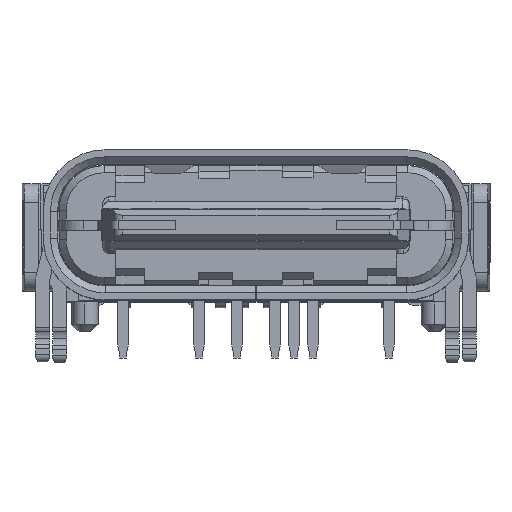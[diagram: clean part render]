
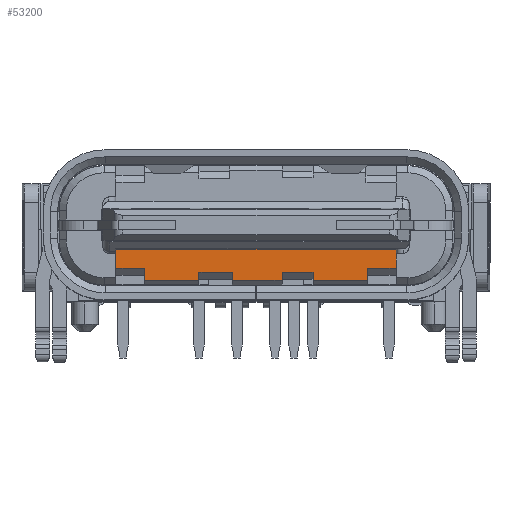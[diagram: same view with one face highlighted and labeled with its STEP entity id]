
A CAD part, top view. The second image highlights one B-rep face of the part: STEP entity #53200.
In plain terms, the highlighted face is planar.
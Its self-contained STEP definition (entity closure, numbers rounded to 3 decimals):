
#5890=CARTESIAN_POINT('',(-0.717,-0.319,
4.55));
#5900=VERTEX_POINT('',#5890);
#5930=CARTESIAN_POINT('',(0.,-0.319,4.55));
#5940=DIRECTION('',(-1.,0.,0.));
#5950=VECTOR('',#5940,1.);
#5960=LINE('',#5930,#5950);
#5970=CARTESIAN_POINT('',(-1.367,-0.319,
4.55));
#5980=VERTEX_POINT('',#5970);
#5990=EDGE_CURVE('',#5900,#5980,#5960,.T.);
#9770=CARTESIAN_POINT('',(-2.512,-0.239,
4.55));
#9780=VERTEX_POINT('',#9770);
#9830=CARTESIAN_POINT('',(0.,-0.239,4.55));
#9840=DIRECTION('',(-1.,0.,0.));
#9850=VECTOR('',#9840,1.);
#9860=LINE('',#9830,#9850);
#9870=CARTESIAN_POINT('',(-3.117,-0.239,
4.55));
#9880=VERTEX_POINT('',#9870);
#9890=EDGE_CURVE('',#9780,#9880,#9860,.T.);
#11180=CARTESIAN_POINT('',(1.033,-0.319,
4.55));
#11190=VERTEX_POINT('',#11180);
#11220=CARTESIAN_POINT('',(0.333,-0.319,
4.55));
#11230=VERTEX_POINT('',#11220);
#11240=EDGE_CURVE('',#11190,#11230,#5960,.T.);
#14870=CARTESIAN_POINT('',(-3.117,0.166,
4.55));
#14880=VERTEX_POINT('',#14870);
#14910=CARTESIAN_POINT('',(0.,0.166,4.55));
#14920=DIRECTION('',(1.,0.,0.));
#14930=VECTOR('',#14920,1.);
#14940=LINE('',#14910,#14930);
#14950=CARTESIAN_POINT('',(2.783,0.166,4.55
));
#14960=VERTEX_POINT('',#14950);
#14970=EDGE_CURVE('',#14880,#14960,#14940,.T.);
#34980=CARTESIAN_POINT('',(2.783,0.,4.55));
#34990=DIRECTION('',(0.,1.,0.));
#35000=VECTOR('',#34990,1.);
#35010=LINE('',#34980,#35000);
#35020=CARTESIAN_POINT('',(2.783,-0.239,
4.55));
#35030=VERTEX_POINT('',#35020);
#35040=EDGE_CURVE('',#35030,#14960,#35010,.T.);
#37060=CARTESIAN_POINT('',(-3.117,0.,4.55));
#37070=DIRECTION('',(0.,-1.,0.));
#37080=VECTOR('',#37070,1.);
#37090=LINE('',#37060,#37080);
#37100=EDGE_CURVE('',#14880,#9880,#37090,.T.);
#40060=CARTESIAN_POINT('',(2.178,-0.489,
4.55));
#40070=VERTEX_POINT('',#40060);
#40100=CARTESIAN_POINT('',(1.615,-0.489,
4.55));
#40110=DIRECTION('',(1.,0.,0.));
#40120=VECTOR('',#40110,1.);
#40130=LINE('',#40100,#40120);
#40140=CARTESIAN_POINT('',(1.033,-0.489,
4.55));
#40150=VERTEX_POINT('',#40140);
#40160=EDGE_CURVE('',#40150,#40070,#40130,.T.);
#41030=CARTESIAN_POINT('',(-1.367,-0.489,
4.55));
#41040=VERTEX_POINT('',#41030);
#41090=CARTESIAN_POINT('',(-1.95,-0.489,
4.55));
#41100=DIRECTION('',(1.,0.,0.));
#41110=VECTOR('',#41100,1.);
#41120=LINE('',#41090,#41110);
#41130=CARTESIAN_POINT('',(-2.512,-0.489,
4.55));
#41140=VERTEX_POINT('',#41130);
#41150=EDGE_CURVE('',#41140,#41040,#41120,.T.);
#42100=CARTESIAN_POINT('',(0.333,-0.494,
4.55));
#42110=VERTEX_POINT('',#42100);
#42160=CARTESIAN_POINT('',(-0.167,-0.494,
4.55));
#42170=DIRECTION('',(1.,0.,0.));
#42180=VECTOR('',#42170,1.);
#42190=LINE('',#42160,#42180);
#42200=CARTESIAN_POINT('',(-0.717,-0.494,
4.55));
#42210=VERTEX_POINT('',#42200);
#42220=EDGE_CURVE('',#42210,#42110,#42190,.T.);
#50810=CARTESIAN_POINT('',(-0.717,-0.509,
4.55));
#50820=DIRECTION('',(0.,-1.,0.));
#50830=VECTOR('',#50820,1.);
#50840=LINE('',#50810,#50830);
#50850=EDGE_CURVE('',#5900,#42210,#50840,.T.);
#51200=CARTESIAN_POINT('',(1.033,0.,4.55));
#51210=DIRECTION('',(0.,1.,0.));
#51220=VECTOR('',#51210,1.);
#51230=LINE('',#51200,#51220);
#51240=EDGE_CURVE('',#40150,#11190,#51230,.T.);
#51440=CARTESIAN_POINT('',(0.333,-0.509,
4.55));
#51450=DIRECTION('',(0.,1.,0.));
#51460=VECTOR('',#51450,1.);
#51470=LINE('',#51440,#51460);
#51480=EDGE_CURVE('',#42110,#11230,#51470,.T.);
#52570=CARTESIAN_POINT('',(-2.512,0.,4.55));
#52580=DIRECTION('',(0.,-1.,0.));
#52590=VECTOR('',#52580,1.);
#52600=LINE('',#52570,#52590);
#52610=EDGE_CURVE('',#9780,#41140,#52600,.T.);
#52800=CARTESIAN_POINT('',(1.033,-0.509,
4.55));
#52810=DIRECTION('',(0.,0.,-1.));
#52820=DIRECTION('',(-1.,0.,0.));
#52830=AXIS2_PLACEMENT_3D('',#52800,#52810,#52820);
#52840=PLANE('',#52830);
#52850=CARTESIAN_POINT('',(2.178,0.,4.55));
#52860=DIRECTION('',(0.,-1.,0.));
#52870=VECTOR('',#52860,1.);
#52880=LINE('',#52850,#52870);
#52890=CARTESIAN_POINT('',(2.178,-0.239,
4.55));
#52900=VERTEX_POINT('',#52890);
#52910=EDGE_CURVE('',#52900,#40070,#52880,.T.);
#52920=ORIENTED_EDGE('',*,*,#52910,.T.);
#52930=CARTESIAN_POINT('',(0.,-0.239,4.55));
#52940=DIRECTION('',(-1.,0.,0.));
#52950=VECTOR('',#52940,1.);
#52960=LINE('',#52930,#52950);
#52970=EDGE_CURVE('',#35030,#52900,#52960,.T.);
#52980=ORIENTED_EDGE('',*,*,#52970,.T.);
#52990=ORIENTED_EDGE('',*,*,#35040,.F.);
#53000=ORIENTED_EDGE('',*,*,#14970,.T.);
#53010=ORIENTED_EDGE('',*,*,#37100,.F.);
#53020=ORIENTED_EDGE('',*,*,#9890,.T.);
#53030=ORIENTED_EDGE('',*,*,#52610,.F.);
#53040=ORIENTED_EDGE('',*,*,#41150,.F.);
#53050=CARTESIAN_POINT('',(-1.367,0.,4.55));
#53060=DIRECTION('',(0.,-1.,0.));
#53070=VECTOR('',#53060,1.);
#53080=LINE('',#53050,#53070);
#53090=EDGE_CURVE('',#5980,#41040,#53080,.T.);
#53100=ORIENTED_EDGE('',*,*,#53090,.T.);
#53110=ORIENTED_EDGE('',*,*,#5990,.T.);
#53120=ORIENTED_EDGE('',*,*,#50850,.F.);
#53130=ORIENTED_EDGE('',*,*,#42220,.F.);
#53140=ORIENTED_EDGE('',*,*,#51480,.F.);
#53150=ORIENTED_EDGE('',*,*,#11240,.T.);
#53160=ORIENTED_EDGE('',*,*,#51240,.T.);
#53170=ORIENTED_EDGE('',*,*,#40160,.F.);
#53180=EDGE_LOOP('',(#53170,#53160,#53150,#53140,#53130,#53120,#53110,
#53100,#53040,#53030,#53020,#53010,#53000,#52990,#52980,#52920));
#53190=FACE_OUTER_BOUND('',#53180,.T.);
#53200=ADVANCED_FACE('',(#53190),#52840,.T.);
